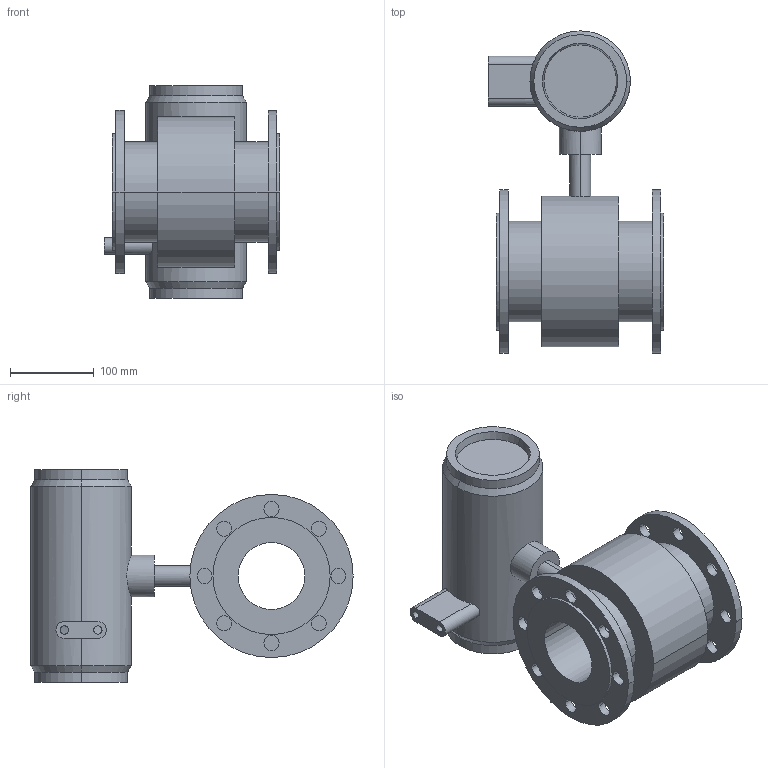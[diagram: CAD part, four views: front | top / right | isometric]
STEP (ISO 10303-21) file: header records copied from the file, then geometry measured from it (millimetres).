
FILE_DESCRIPTION (( 'STEP AP214' ), '1' );
FILE_NAME ('FM200-DN80-F.STEP', '2023-03-21T03:11:41', ( '' ), ( '' ), 'SwSTEP 2.0', 'SolidWorks 2018', '' );
FILE_SCHEMA (( 'AUTOMOTIVE_DESIGN' ));
Length unit declared in the file: millimetre
Products named in the file (1): FM200-DN80-F
Bounding box: 210 x 385 x 254 mm (x, y, z)
Volume: 5748035 mm3; surface area: 402459.4 mm2
Topology: 1 solids, 1 shells, 90 faces, 220 edges, 144 vertices
Faces by surface type: cylinder 66, plane 16, cone 8
Entity records: 3249 total; most frequent: CARTESIAN_POINT 916, DIRECTION 520, ORIENTED_EDGE 440, AXIS2_PLACEMENT_3D 221, EDGE_CURVE 220, VERTEX_POINT 144, EDGE_LOOP 136, CIRCLE 130
